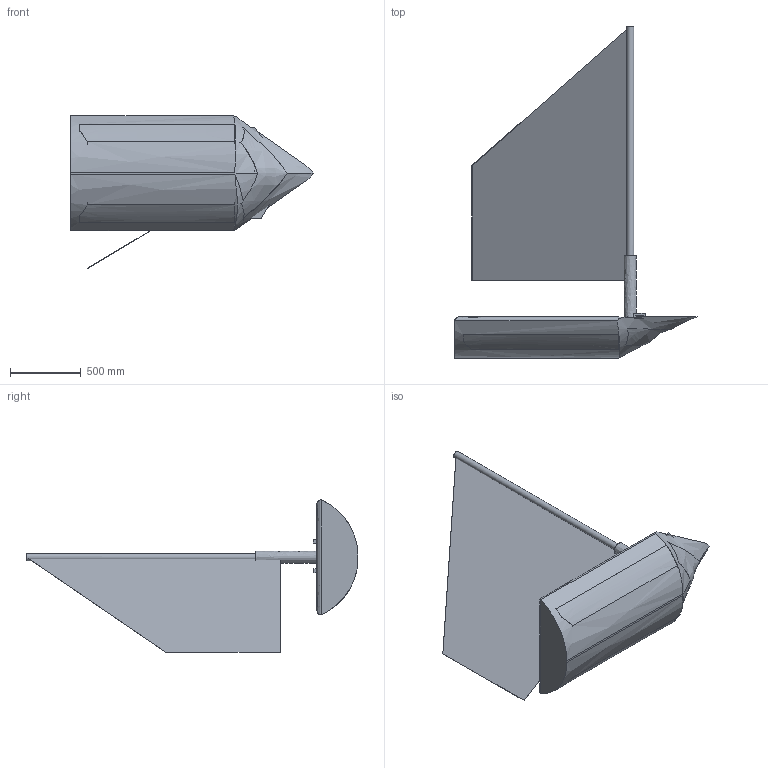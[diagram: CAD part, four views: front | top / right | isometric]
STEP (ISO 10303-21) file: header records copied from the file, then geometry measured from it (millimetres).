
FILE_DESCRIPTION(('FreeCAD Model'),'2;1');
FILE_NAME('Open CASCADE Shape Model','2025-05-03T23:52:34',('FreeCAD'),( 'FreeCAD'),'Open CASCADE STEP processor 7.6','FreeCAD','Unknown');
FILE_SCHEMA(('AUTOMOTIVE_DESIGN { 1 0 10303 214 1 1 1 1 }'));
Length unit declared in the file: millimetre
Products named in the file (1): Open CASCADE STEP translator 7.6 1
Bounding box: 1715.28 x 2350.66 x 1079.03 mm (x, y, z)
Volume: 59451357.5 mm3; surface area: 7488988 mm2
Topology: 6 solids, 9 shells, 99 faces, 269 edges, 183 vertices
Faces by surface type: bspline 99
Entity records: 14761 total; most frequent: CARTESIAN_POINT 13119, ORIENTED_EDGE 520, EDGE_CURVE 269, B_SPLINE_CURVE_WITH_KNOTS 237, VERTEX_POINT 183, FACE_BOUND 109, EDGE_LOOP 109, ADVANCED_FACE 99
